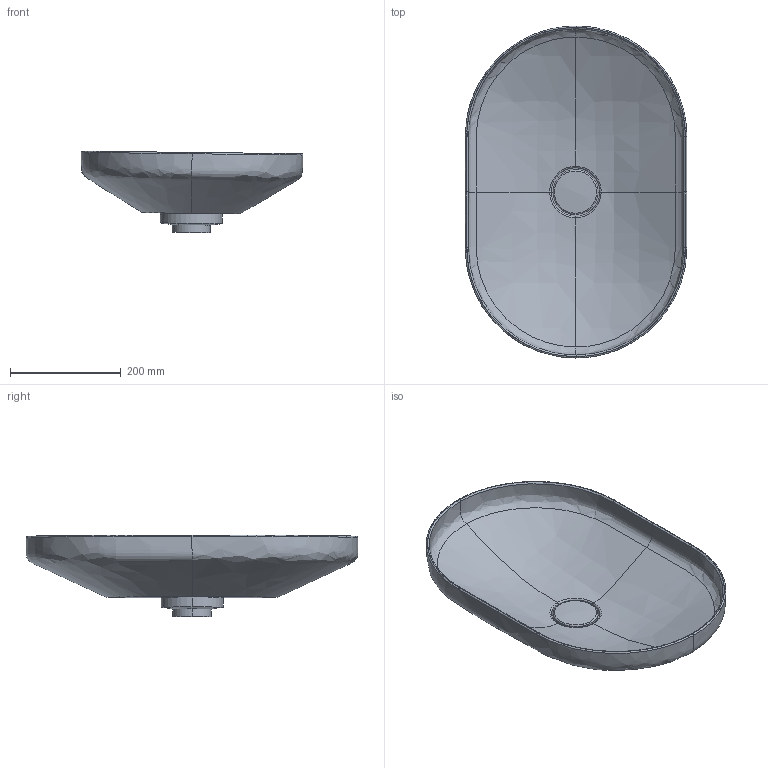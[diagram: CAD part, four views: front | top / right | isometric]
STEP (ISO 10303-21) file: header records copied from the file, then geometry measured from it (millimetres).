
FILE_DESCRIPTION(/* description */ ('AP214 STEP file'),/* implementation_level */ '2;1');
FILE_NAME(/* name */ '3996300h_out.stp',/* time_stamp */ '2022-10-26T12:11:25+02:00',/* author */ (''),/* organization */ (''),/* preprocessor_version */ 'ST-DEVELOPER v18.1',/* originating_system */ 'Elysium Co. Ltd. STEP Translator v8.3.0.0',/* authorisation */ '');
FILE_SCHEMA (('AUTOMOTIVE_DESIGN { 1 0 10303 214 3 1 1 }'));
Length unit declared in the file: millimetre
Products named in the file (4): TULIP_GEN4_ROUND_450MM_201103_drain-cover_2; TULIP_GEN4_LOZENGE_600MM_201103_slope-changed_base_175_1; Group49; 3996300h
Assembly tree (3 placements, depth 2):
  3996300h
    TULIP_GEN4_ROUND_450MM_201103_drain-cover_2
    TULIP_GEN4_LOZENGE_600MM_201103_slope-changed_base_175_1
    Group49
Bounding box: 400.48 x 600 x 147.57 mm (x, y, z)
Volume: 2842586.9 mm3; surface area: 600609.6 mm2
Topology: 3 solids, 3 shells, 126 faces, 308 edges, 184 vertices
Faces by surface type: bspline 44, torus 30, cylinder 28, plane 9, sphere 9, cone 6
Entity records: 14273 total; most frequent: CARTESIAN_POINT 11731, ORIENTED_EDGE 600, EDGE_CURVE 300, STYLED_ITEM 241, AXIS2_PLACEMENT_3D 222, VERTEX_POINT 184, CIRCLE 147, EDGE_LOOP 132
